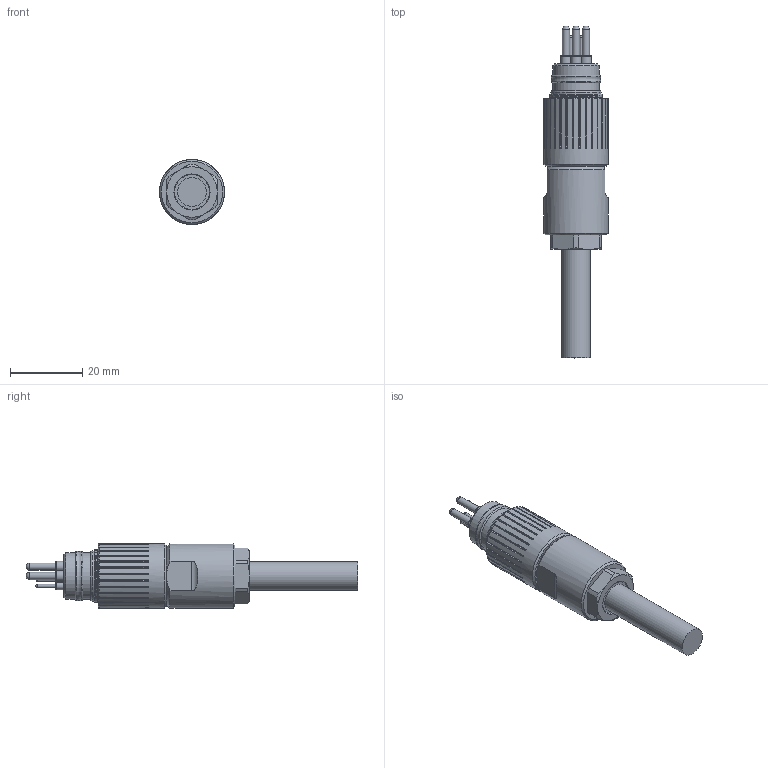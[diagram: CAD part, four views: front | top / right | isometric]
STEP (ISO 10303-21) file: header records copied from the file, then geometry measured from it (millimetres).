
FILE_DESCRIPTION(/* description */ ('STEP AP203'),/* implementation_level */ '2;1');
FILE_NAME(/* name */ '3-6pin Male Cable Socket.step',/* time_stamp */ '2025-07-07T18:31:44-04:00',/* author */ (''),/* organization */ (''),/* preprocessor_version */ 'ST-DEVELOPER v20.1',/* originating_system */ 'Autodesk Translation Framework v14.10.0.0',/* authorisation */ '');
FILE_SCHEMA (('AUTOMOTIVE_DESIGN { 1 0 10303 214 3 1 1 }'));
Length unit declared in the file: millimetre
Products named in the file (1): 13030503-00
Bounding box: 18 x 92 x 18 mm (x, y, z)
Volume: 12660 mm3; surface area: 6343.4 mm2
Topology: 2 solids, 2 shells, 230 faces, 563 edges, 350 vertices
Faces by surface type: plane 129, cone 46, cylinder 35, torus 11, sphere 6, bspline 3
Full cylindrical faces by diameter (mm): 1 x3, 2 x6, 3 x3, 8 x1, 13 x2, 13.9 x2, 14 x1, 15.05 x1, 15.45 x4, 18 x2
Entity records: 8438 total; most frequent: CARTESIAN_POINT 2868, DIRECTION 1263, ORIENTED_EDGE 1114, EDGE_CURVE 557, AXIS2_PLACEMENT_3D 515, VERTEX_POINT 350, CIRCLE 281, EDGE_LOOP 251
